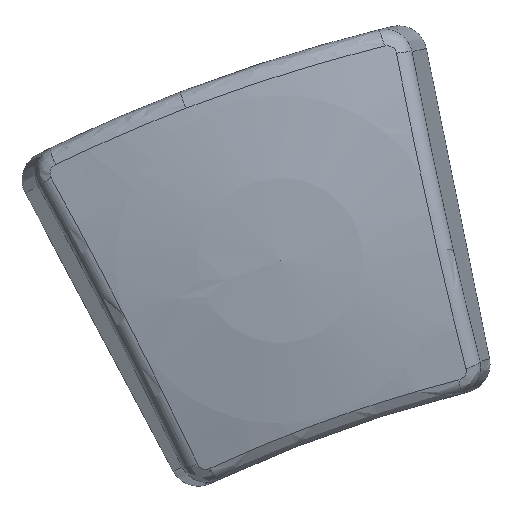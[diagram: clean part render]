
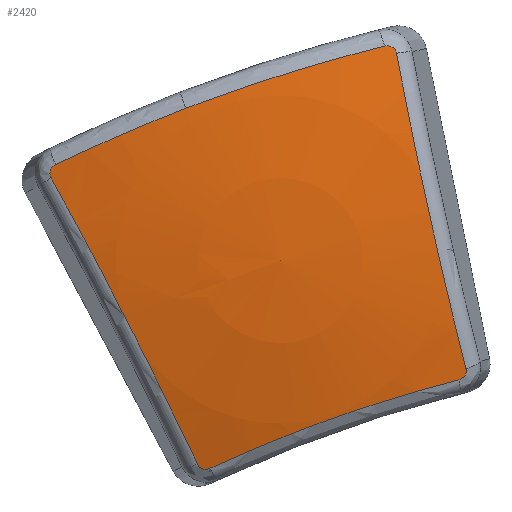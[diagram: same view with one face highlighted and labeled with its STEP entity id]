
A CAD part, top view. The second image highlights one B-rep face of the part: STEP entity #2420.
In plain terms, the highlighted spherical face has radius 52.511 mm.
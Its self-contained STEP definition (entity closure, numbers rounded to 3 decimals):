
#2274=CARTESIAN_POINT('',(189.282,-81.674,-44.056));
#2275=DIRECTION('',(0.036,-0.098,0.995));
#2276=DIRECTION('',(-0.94,-0.342,0.));
#2277=AXIS2_PLACEMENT_3D('',#2274,#2275,#2276);
#2278=SPHERICAL_SURFACE('',#2277,52.511);
#2279=CARTESIAN_POINT('',(191.161,-86.832,8.167));
#2280=VERTEX_POINT('',#2279);
#2281=CARTESIAN_POINT('',(182.854,-89.775,7.426));
#2282=VERTEX_POINT('',#2281);
#2283=CARTESIAN_POINT('',(189.282,-81.674,-44.056));
#2284=DIRECTION('',(0.34,-0.934,-0.105));
#2285=DIRECTION('',(-0.94,-0.342,0.));
#2286=AXIS2_PLACEMENT_3D('',#2283,#2284,#2285);
#2287=CIRCLE('',#2286,52.511);
#2288=EDGE_CURVE('',#2280,#2282,#2287,.T.);
#2289=ORIENTED_EDGE('',*,*,#2288,.T.);
#2290=CARTESIAN_POINT('',(186.736,-97.648,5.902));
#2291=VERTEX_POINT('',#2290);
#2292=CARTESIAN_POINT('',(173.392,-90.123,-40.883));
#2293=DIRECTION('',(0.87,0.462,-0.174));
#2294=DIRECTION('',(0.469,-0.883,0.));
#2295=AXIS2_PLACEMENT_3D('',#2292,#2293,#2294);
#2296=CIRCLE('',#2295,49.229);
#2297=EDGE_CURVE('',#2282,#2291,#2296,.T.);
#2298=ORIENTED_EDGE('',*,*,#2297,.T.);
#2299=CARTESIAN_POINT('',(187.399,-97.871,5.859));
#2300=VERTEX_POINT('',#2299);
#2301=CARTESIAN_POINT('',(186.736,-97.648,5.902));
#2302=CARTESIAN_POINT('',(186.763,-97.705,5.884));
#2303=CARTESIAN_POINT('',(186.802,-97.758,5.87));
#2304=CARTESIAN_POINT('',(186.85,-97.8,5.858));
#2305=CARTESIAN_POINT('',(186.898,-97.843,5.847));
#2306=CARTESIAN_POINT('',(186.956,-97.876,5.839));
#2307=CARTESIAN_POINT('',(187.018,-97.897,5.835));
#2308=CARTESIAN_POINT('',(187.08,-97.917,5.831));
#2309=CARTESIAN_POINT('',(187.146,-97.925,5.831));
#2310=CARTESIAN_POINT('',(187.212,-97.92,5.836));
#2311=CARTESIAN_POINT('',(187.277,-97.915,5.84));
#2312=CARTESIAN_POINT('',(187.34,-97.899,5.848));
#2313=CARTESIAN_POINT('',(187.399,-97.871,5.859));
#2314=B_SPLINE_CURVE_WITH_KNOTS('',3,(#2301,#2302,#2303,#2304,#2305,#2306,#2307,#2308,#2309,#2310,#2311,#2312,#2313),.UNSPECIFIED.,.F.,.F.,(4,3,3,3,4),(0.,0.,0.,0.001,0.001),.UNSPECIFIED.);
#2315=EDGE_CURVE('',#2291,#2300,#2314,.T.);
#2316=ORIENTED_EDGE('',*,*,#2315,.T.);
#2317=CARTESIAN_POINT('',(200.65,-93.162,5.906));
#2318=VERTEX_POINT('',#2317);
#2319=CARTESIAN_POINT('',(187.399,-97.871,5.859));
#2320=CARTESIAN_POINT('',(189.536,-96.887,6.259));
#2321=CARTESIAN_POINT('',(191.708,-96.003,6.458));
#2322=CARTESIAN_POINT('',(193.917,-95.218,6.466));
#2323=CARTESIAN_POINT('',(196.125,-94.433,6.474));
#2324=CARTESIAN_POINT('',(198.37,-93.747,6.29));
#2325=CARTESIAN_POINT('',(200.65,-93.162,5.906));
#2326=B_SPLINE_CURVE_WITH_KNOTS('',3,(#2319,#2320,#2321,#2322,#2323,#2324,#2325),.UNSPECIFIED.,.F.,.F.,(4,3,4),(0.,0.007,0.014),.UNSPECIFIED.);
#2327=EDGE_CURVE('',#2300,#2318,#2326,.T.);
#2328=ORIENTED_EDGE('',*,*,#2327,.T.);
#2329=CARTESIAN_POINT('',(201.023,-92.567,5.953));
#2330=VERTEX_POINT('',#2329);
#2331=CARTESIAN_POINT('',(200.65,-93.162,5.906));
#2332=CARTESIAN_POINT('',(200.714,-93.146,5.895));
#2333=CARTESIAN_POINT('',(200.774,-93.118,5.887));
#2334=CARTESIAN_POINT('',(200.828,-93.081,5.884));
#2335=CARTESIAN_POINT('',(200.881,-93.043,5.88));
#2336=CARTESIAN_POINT('',(200.928,-92.994,5.88));
#2337=CARTESIAN_POINT('',(200.963,-92.939,5.884));
#2338=CARTESIAN_POINT('',(200.998,-92.884,5.889));
#2339=CARTESIAN_POINT('',(201.022,-92.821,5.897));
#2340=CARTESIAN_POINT('',(201.032,-92.758,5.909));
#2341=CARTESIAN_POINT('',(201.042,-92.694,5.921));
#2342=CARTESIAN_POINT('',(201.038,-92.629,5.936));
#2343=CARTESIAN_POINT('',(201.023,-92.567,5.953));
#2344=B_SPLINE_CURVE_WITH_KNOTS('',3,(#2331,#2332,#2333,#2334,#2335,#2336,#2337,#2338,#2339,#2340,#2341,#2342,#2343),.UNSPECIFIED.,.F.,.F.,(4,3,3,3,4),(0.,0.,0.,0.001,0.001),.UNSPECIFIED.);
#2345=EDGE_CURVE('',#2318,#2330,#2344,.T.);
#2346=ORIENTED_EDGE('',*,*,#2345,.T.);
#2347=CARTESIAN_POINT('',(197.33,-75.787,7.499));
#2348=VERTEX_POINT('',#2347);
#2349=CARTESIAN_POINT('',(206.533,-78.165,-40.952));
#2350=DIRECTION('',(-0.965,-0.196,-0.174));
#2351=DIRECTION('',(-0.199,0.98,0.));
#2352=AXIS2_PLACEMENT_3D('',#2349,#2350,#2351);
#2353=CIRCLE('',#2352,49.375);
#2354=EDGE_CURVE('',#2330,#2348,#2353,.T.);
#2355=ORIENTED_EDGE('',*,*,#2354,.T.);
#2356=CARTESIAN_POINT('',(196.691,-75.398,7.549));
#2357=VERTEX_POINT('',#2356);
#2358=CARTESIAN_POINT('',(197.33,-75.787,7.499));
#2359=CARTESIAN_POINT('',(197.318,-75.718,7.493));
#2360=CARTESIAN_POINT('',(197.289,-75.651,7.49));
#2361=CARTESIAN_POINT('',(197.248,-75.594,7.49));
#2362=CARTESIAN_POINT('',(197.208,-75.537,7.489));
#2363=CARTESIAN_POINT('',(197.155,-75.489,7.492));
#2364=CARTESIAN_POINT('',(197.094,-75.453,7.496));
#2365=CARTESIAN_POINT('',(197.034,-75.418,7.501));
#2366=CARTESIAN_POINT('',(196.967,-75.395,7.509));
#2367=CARTESIAN_POINT('',(196.897,-75.386,7.518));
#2368=CARTESIAN_POINT('',(196.828,-75.377,7.527));
#2369=CARTESIAN_POINT('',(196.758,-75.381,7.538));
#2370=CARTESIAN_POINT('',(196.691,-75.398,7.549));
#2371=B_SPLINE_CURVE_WITH_KNOTS('',3,(#2358,#2359,#2360,#2361,#2362,#2363,#2364,#2365,#2366,#2367,#2368,#2369,#2370),.UNSPECIFIED.,.F.,.F.,(4,3,3,3,4),(0.002,0.002,0.002,0.002,0.002),.UNSPECIFIED.);
#2372=EDGE_CURVE('',#2348,#2357,#2371,.T.);
#2373=ORIENTED_EDGE('',*,*,#2372,.T.);
#2374=CARTESIAN_POINT('',(186.121,-78.713,8.276));
#2375=VERTEX_POINT('',#2374);
#2376=CARTESIAN_POINT('',(196.691,-75.398,7.549));
#2377=CARTESIAN_POINT('',(194.899,-75.849,7.861));
#2378=CARTESIAN_POINT('',(193.12,-76.35,8.076));
#2379=CARTESIAN_POINT('',(191.359,-76.903,8.196));
#2380=CARTESIAN_POINT('',(189.597,-77.455,8.317));
#2381=CARTESIAN_POINT('',(187.851,-78.058,8.343));
#2382=CARTESIAN_POINT('',(186.121,-78.713,8.276));
#2383=B_SPLINE_CURVE_WITH_KNOTS('',3,(#2376,#2377,#2378,#2379,#2380,#2381,#2382),.UNSPECIFIED.,.F.,.F.,(4,3,4),(0.033,0.038,0.044),.UNSPECIFIED.);
#2384=EDGE_CURVE('',#2357,#2375,#2383,.T.);
#2385=ORIENTED_EDGE('',*,*,#2384,.T.);
#2386=CARTESIAN_POINT('',(179.187,-81.713,7.475));
#2387=VERTEX_POINT('',#2386);
#2388=CARTESIAN_POINT('',(186.121,-78.713,8.276));
#2389=CARTESIAN_POINT('',(183.77,-79.62,8.185));
#2390=CARTESIAN_POINT('',(181.457,-80.621,7.921));
#2391=CARTESIAN_POINT('',(179.187,-81.713,7.475));
#2392=B_SPLINE_CURVE_WITH_KNOTS('',3,(#2388,#2389,#2390,#2391),.UNSPECIFIED.,.F.,.F.,(4,4),(0.033,0.04),.UNSPECIFIED.);
#2393=EDGE_CURVE('',#2375,#2387,#2392,.T.);
#2394=ORIENTED_EDGE('',*,*,#2393,.T.);
#2395=CARTESIAN_POINT('',(178.942,-82.419,7.421));
#2396=VERTEX_POINT('',#2395);
#2397=CARTESIAN_POINT('',(179.187,-81.713,7.475));
#2398=CARTESIAN_POINT('',(179.063,-81.772,7.451));
#2399=CARTESIAN_POINT('',(178.961,-81.88,7.43));
#2400=CARTESIAN_POINT('',(178.912,-82.012,7.42));
#2401=CARTESIAN_POINT('',(178.888,-82.078,7.414));
#2402=CARTESIAN_POINT('',(178.878,-82.148,7.412));
#2403=CARTESIAN_POINT('',(178.883,-82.219,7.412));
#2404=CARTESIAN_POINT('',(178.888,-82.289,7.412));
#2405=CARTESIAN_POINT('',(178.908,-82.358,7.415));
#2406=CARTESIAN_POINT('',(178.942,-82.419,7.421));
#2407=B_SPLINE_CURVE_WITH_KNOTS('',3,(#2397,#2398,#2399,#2400,#2401,#2402,#2403,#2404,#2405,#2406),.UNSPECIFIED.,.F.,.F.,(4,3,3,4),(0.001,0.001,0.002,0.002),.UNSPECIFIED.);
#2408=EDGE_CURVE('',#2387,#2396,#2407,.T.);
#2409=ORIENTED_EDGE('',*,*,#2408,.T.);
#2410=CARTESIAN_POINT('',(173.392,-90.123,-40.883));
#2411=DIRECTION('',(0.87,0.462,-0.174));
#2412=DIRECTION('',(0.469,-0.883,0.));
#2413=AXIS2_PLACEMENT_3D('',#2410,#2411,#2412);
#2414=CIRCLE('',#2413,49.229);
#2415=EDGE_CURVE('',#2396,#2282,#2414,.T.);
#2416=ORIENTED_EDGE('',*,*,#2415,.T.);
#2417=ORIENTED_EDGE('',*,*,#2288,.F.);
#2418=EDGE_LOOP('',(#2289,#2298,#2316,#2328,#2346,#2355,#2373,#2385,#2394,#2409,#2416,#2417));
#2419=FACE_BOUND('',#2418,.T.);
#2420=ADVANCED_FACE('',(#2419),#2278,.T.);
